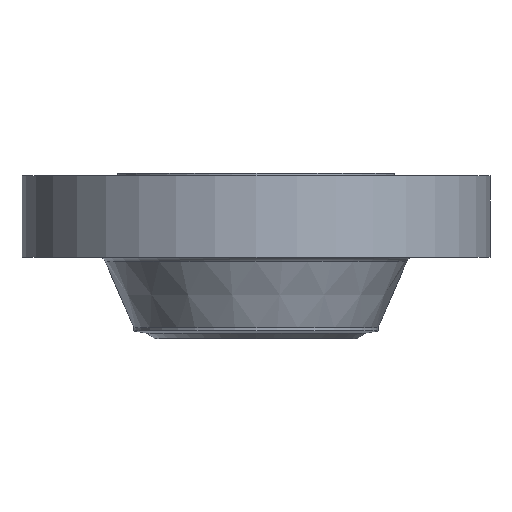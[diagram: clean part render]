
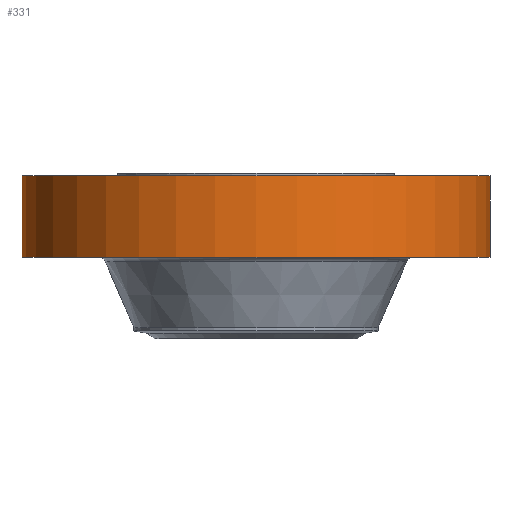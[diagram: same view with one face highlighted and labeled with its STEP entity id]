
A CAD part, front view. The second image highlights one B-rep face of the part: STEP entity #331.
In plain terms, the highlighted cylindrical face has radius 584.2 mm (diameter 1168.4 mm), a partial arc.
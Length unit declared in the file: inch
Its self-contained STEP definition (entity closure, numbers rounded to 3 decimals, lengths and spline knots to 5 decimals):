
#22 = ORIENTED_EDGE ( 'NONE', *, *, #1211, .F. ) ;
#25 = CARTESIAN_POINT ( 'NONE',  ( 23., 0., -8.25 ) ) ;
#38 = VECTOR ( 'NONE', #363, 39.37008 ) ;
#66 = EDGE_CURVE ( 'NONE', #1679, #1131, #1093, .T. ) ;
#118 = DIRECTION ( 'NONE',  ( 0., 0., 1. ) ) ;
#160 = FACE_OUTER_BOUND ( 'NONE', #172, .T. ) ;
#171 = DIRECTION ( 'NONE',  ( 1., 0., 0. ) ) ;
#172 = EDGE_LOOP ( 'NONE', ( #22, #317, #987, #1215 ) ) ;
#174 = DIRECTION ( 'NONE',  ( 0., 0., 1. ) ) ;
#192 = CARTESIAN_POINT ( 'NONE',  ( -23., 0., 0. ) ) ;
#211 = DIRECTION ( 'NONE',  ( 1., 0., 0. ) ) ;
#249 = CARTESIAN_POINT ( 'NONE',  ( -23., 0., -0.25 ) ) ;
#256 = EDGE_CURVE ( 'NONE', #269, #1679, #1316, .T. ) ;
#269 = VERTEX_POINT ( 'NONE', #561 ) ;
#278 = DIRECTION ( 'NONE',  ( 0., 0., 1. ) ) ;
#317 = ORIENTED_EDGE ( 'NONE', *, *, #256, .T. ) ;
#322 = DIRECTION ( 'NONE',  ( 0., 0., 1. ) ) ;
#331 = ADVANCED_FACE ( 'NONE', ( #160 ), #1120, .T. ) ;
#363 = DIRECTION ( 'NONE',  ( 0., 0., 1. ) ) ;
#396 = AXIS2_PLACEMENT_3D ( 'NONE', #1659, #278, #171 ) ;
#530 = VERTEX_POINT ( 'NONE', #249 ) ;
#554 = CARTESIAN_POINT ( 'NONE',  ( 0., 0., -0.25 ) ) ;
#561 = CARTESIAN_POINT ( 'NONE',  ( -23., 0., -8.25 ) ) ;
#588 = LINE ( 'NONE', #192, #1586 ) ;
#661 = CIRCLE ( 'NONE', #799, 23. ) ;
#799 = AXIS2_PLACEMENT_3D ( 'NONE', #554, #118, #1645 ) ;
#987 = ORIENTED_EDGE ( 'NONE', *, *, #66, .T. ) ;
#1093 = LINE ( 'NONE', #1322, #38 ) ;
#1120 = CYLINDRICAL_SURFACE ( 'NONE', #1690, 23. ) ;
#1131 = VERTEX_POINT ( 'NONE', #1272 ) ;
#1211 = EDGE_CURVE ( 'NONE', #269, #530, #588, .T. ) ;
#1215 = ORIENTED_EDGE ( 'NONE', *, *, #1539, .F. ) ;
#1272 = CARTESIAN_POINT ( 'NONE',  ( 23., 0., -0.25 ) ) ;
#1316 = CIRCLE ( 'NONE', #396, 23. ) ;
#1322 = CARTESIAN_POINT ( 'NONE',  ( 23., 0., 0. ) ) ;
#1539 = EDGE_CURVE ( 'NONE', #530, #1131, #661, .T. ) ;
#1586 = VECTOR ( 'NONE', #174, 39.37008 ) ;
#1645 = DIRECTION ( 'NONE',  ( 1., 0., 0. ) ) ;
#1659 = CARTESIAN_POINT ( 'NONE',  ( 0., 0., -8.25 ) ) ;
#1668 = CARTESIAN_POINT ( 'NONE',  ( 0., 0., 0. ) ) ;
#1679 = VERTEX_POINT ( 'NONE', #25 ) ;
#1690 = AXIS2_PLACEMENT_3D ( 'NONE', #1668, #322, #211 ) ;
